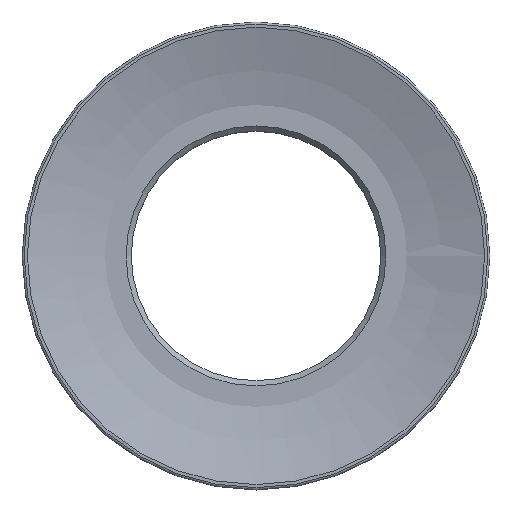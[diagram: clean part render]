
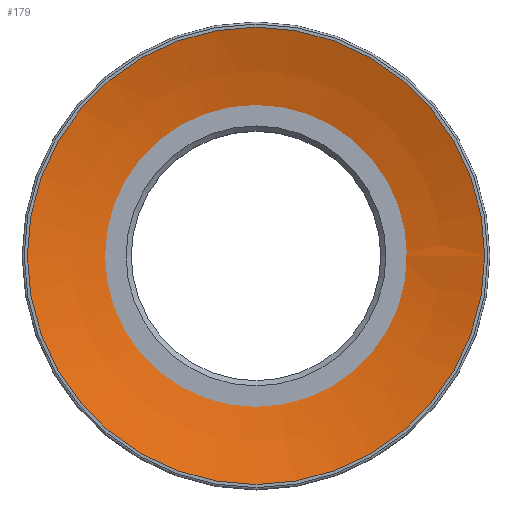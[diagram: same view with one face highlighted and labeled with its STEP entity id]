
A CAD part, top view. The second image highlights one B-rep face of the part: STEP entity #179.
In plain terms, the highlighted spherical face has radius 70 mm.
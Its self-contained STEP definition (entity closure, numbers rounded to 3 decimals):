
#179 = ADVANCED_FACE( '', ( #207, #208 ), #209, .F. );
#207 = FACE_OUTER_BOUND( '', #252, .T. );
#208 = FACE_OUTER_BOUND( '', #253, .T. );
#209 = SPHERICAL_SURFACE( '', #254, 70. );
#252 = EDGE_LOOP( '', ( #309 ) );
#253 = EDGE_LOOP( '', ( #310 ) );
#254 = AXIS2_PLACEMENT_3D( '', #311, #312, #313 );
#309 = ORIENTED_EDGE( '', *, *, #360, .T. );
#310 = ORIENTED_EDGE( '', *, *, #361, .T. );
#311 = CARTESIAN_POINT( '', ( 0., 0., 74.953 ) );
#312 = DIRECTION( '', ( 0., 0., 1. ) );
#313 = DIRECTION( '', ( 1., 0., 0. ) );
#360 = EDGE_CURVE( '', #381, #381, #382, .F. );
#361 = EDGE_CURVE( '', #383, #383, #384, .T. );
#381 = VERTEX_POINT( '', #411 );
#382 = CIRCLE( '', #412, 13.487 );
#383 = VERTEX_POINT( '', #413 );
#384 = CIRCLE( '', #414, 22. );
#411 = CARTESIAN_POINT( '', ( 13.487, 0., 6.265 ) );
#412 = AXIS2_PLACEMENT_3D( '', #447, #448, #449 );
#413 = CARTESIAN_POINT( '', ( 22., 0., 8.5 ) );
#414 = AXIS2_PLACEMENT_3D( '', #450, #451, #452 );
#447 = CARTESIAN_POINT( '', ( 0., 0., 6.265 ) );
#448 = DIRECTION( '', ( 0., 0., 1. ) );
#449 = DIRECTION( '', ( 1., 0., 0. ) );
#450 = CARTESIAN_POINT( '', ( 0., 0., 8.5 ) );
#451 = DIRECTION( '', ( 0., 0., 1. ) );
#452 = DIRECTION( '', ( 1., 0., 0. ) );
